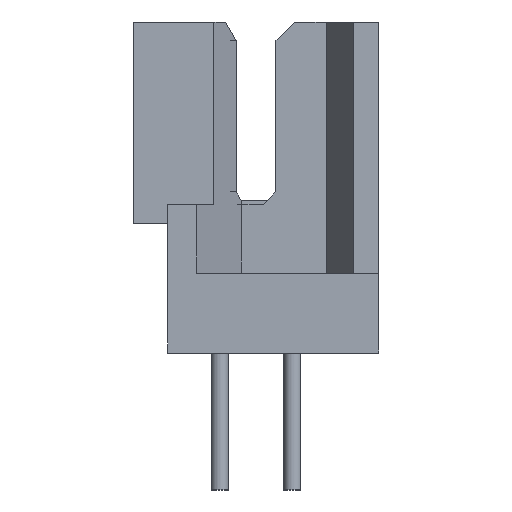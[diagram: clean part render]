
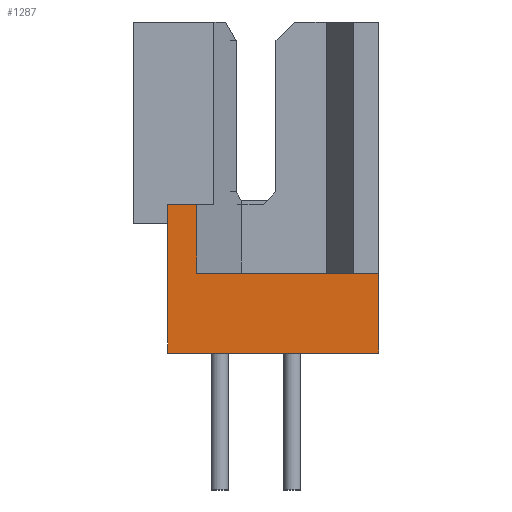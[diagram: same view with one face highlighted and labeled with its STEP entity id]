
A CAD part, front view. The second image highlights one B-rep face of the part: STEP entity #1287.
In plain terms, the highlighted planar face has unit normal (0, -1, 0).
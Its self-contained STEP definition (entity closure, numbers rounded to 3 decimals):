
#1047=CARTESIAN_POINT('',(3.03,-86.87,0.));
#1048=VERTEX_POINT('',#1047);
#1055=CARTESIAN_POINT('',(-4.37,-86.87,0.));
#1056=VERTEX_POINT('',#1055);
#1057=CARTESIAN_POINT('',(3.03,-86.87,0.));
#1058=DIRECTION('',(-1.0,0.0,0.0));
#1059=VECTOR('',#1058,7.4);
#1060=LINE('',#1057,#1059);
#1061=EDGE_CURVE('',#1048,#1056,#1060,.T.);
#1201=CARTESIAN_POINT('',(-4.37,-86.87,5.2));
#1202=VERTEX_POINT('',#1201);
#1209=CARTESIAN_POINT('',(-3.35,-86.87,5.2));
#1210=VERTEX_POINT('',#1209);
#1211=CARTESIAN_POINT('',(-3.35,-86.87,5.2));
#1212=DIRECTION('',(-1.0,0.0,0.0));
#1213=VECTOR('',#1212,1.02);
#1214=LINE('',#1211,#1213);
#1215=EDGE_CURVE('',#1210,#1202,#1214,.T.);
#1231=CARTESIAN_POINT('',(-3.35,-86.87,2.8));
#1232=VERTEX_POINT('',#1231);
#1233=CARTESIAN_POINT('',(-3.35,-86.87,2.8));
#1234=DIRECTION('',(0.0,0.0,1.0));
#1235=VECTOR('',#1234,2.4);
#1236=LINE('',#1233,#1235);
#1237=EDGE_CURVE('',#1232,#1210,#1236,.T.);
#1257=CARTESIAN_POINT('',(-1.27,-86.87,-0.58));
#1258=DIRECTION('',(0.0,-1.0,0.0));
#1259=DIRECTION('',(1.0,0.0,0.0));
#1260=AXIS2_PLACEMENT_3D('',#1257,#1258,#1259);
#1261=PLANE('',#1260);
#1262=CARTESIAN_POINT('',(3.03,-86.87,2.8));
#1263=VERTEX_POINT('',#1262);
#1264=CARTESIAN_POINT('',(3.03,-86.87,2.8));
#1265=DIRECTION('',(-1.0,0.,0.0));
#1266=VECTOR('',#1265,6.38);
#1267=LINE('',#1264,#1266);
#1268=EDGE_CURVE('',#1263,#1232,#1267,.T.);
#1269=ORIENTED_EDGE('',*,*,#1268,.T.);
#1270=ORIENTED_EDGE('',*,*,#1237,.T.);
#1271=ORIENTED_EDGE('',*,*,#1215,.T.);
#1272=CARTESIAN_POINT('',(-4.37,-86.87,0.));
#1273=DIRECTION('',(0.,0.0,1.0));
#1274=VECTOR('',#1273,5.2);
#1275=LINE('',#1272,#1274);
#1276=EDGE_CURVE('',#1056,#1202,#1275,.T.);
#1277=ORIENTED_EDGE('',*,*,#1276,.F.);
#1278=ORIENTED_EDGE('',*,*,#1061,.F.);
#1279=CARTESIAN_POINT('',(3.03,-86.87,2.8));
#1280=DIRECTION('',(0.0,0.0,-1.0));
#1281=VECTOR('',#1280,2.8);
#1282=LINE('',#1279,#1281);
#1283=EDGE_CURVE('',#1263,#1048,#1282,.T.);
#1284=ORIENTED_EDGE('',*,*,#1283,.F.);
#1285=EDGE_LOOP('',(#1269,#1270,#1271,#1277,#1278,#1284));
#1286=FACE_OUTER_BOUND('',#1285,.T.);
#1287=ADVANCED_FACE('',(#1286),#1261,.T.);
